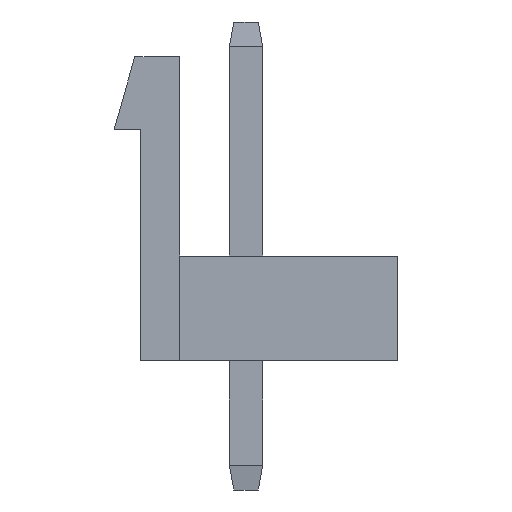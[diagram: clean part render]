
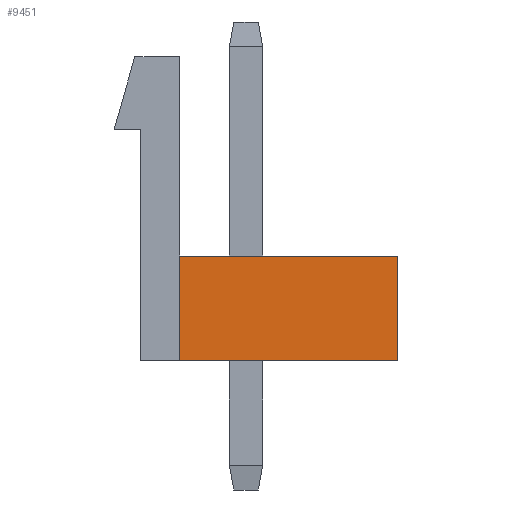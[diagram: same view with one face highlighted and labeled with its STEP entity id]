
A CAD part, left-side view. The second image highlights one B-rep face of the part: STEP entity #9451.
In plain terms, the highlighted planar face has unit normal (-1, 0, 0).
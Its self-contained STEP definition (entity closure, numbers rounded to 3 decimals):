
#668=ORIENTED_EDGE('',*,*,#2253,.T.);
#669=ORIENTED_EDGE('',*,*,#2366,.F.);
#670=ORIENTED_EDGE('',*,*,#2434,.F.);
#671=ORIENTED_EDGE('',*,*,#2436,.T.);
#2253=EDGE_CURVE('',#3199,#3202,#3810,.T.);
#2366=EDGE_CURVE('',#3278,#3202,#3923,.T.);
#2434=EDGE_CURVE('',#3336,#3278,#3991,.T.);
#2436=EDGE_CURVE('',#3336,#3199,#3993,.T.);
#3199=VERTEX_POINT('',#11662);
#3202=VERTEX_POINT('',#11667);
#3278=VERTEX_POINT('',#11902);
#3336=VERTEX_POINT('',#12040);
#3810=LINE('',#11668,#4493);
#3923=LINE('',#11903,#4606);
#3991=LINE('',#12039,#4674);
#3993=LINE('',#12043,#4676);
#4493=VECTOR('',#10224,1000.);
#4606=VECTOR('',#10429,1000.);
#4674=VECTOR('',#10519,1000.);
#4676=VECTOR('',#10523,1000.);
#5248=EDGE_LOOP('',(#668,#669,#670,#671));
#5711=FACE_BOUND('',#5248,.T.);
#6154=PLANE('',#9893);
#9451=ADVANCED_FACE('',(#5711),#6154,.T.);
#9893=AXIS2_PLACEMENT_3D('',#12042,#10521,#10522);
#10224=DIRECTION('',(0.,0.,-1.));
#10429=DIRECTION('',(0.,1.,0.));
#10519=DIRECTION('',(0.,0.,-1.));
#10521=DIRECTION('',(-1.,0.,0.));
#10522=DIRECTION('',(0.,-1.,0.));
#10523=DIRECTION('',(0.,1.,0.));
#11662=CARTESIAN_POINT('',(-20.118,2.032,3.2));
#11667=CARTESIAN_POINT('',(-20.118,2.032,-0.003));
#11668=CARTESIAN_POINT('',(-20.118,2.032,3.2));
#11902=CARTESIAN_POINT('',(-20.118,-4.648,-0.003));
#11903=CARTESIAN_POINT('',(-20.118,-4.648,-0.003));
#12039=CARTESIAN_POINT('',(-20.118,-4.648,3.2));
#12040=CARTESIAN_POINT('',(-20.118,-4.648,3.2));
#12042=CARTESIAN_POINT('',(-20.118,-4.648,3.2));
#12043=CARTESIAN_POINT('',(-20.118,-4.648,3.2));
